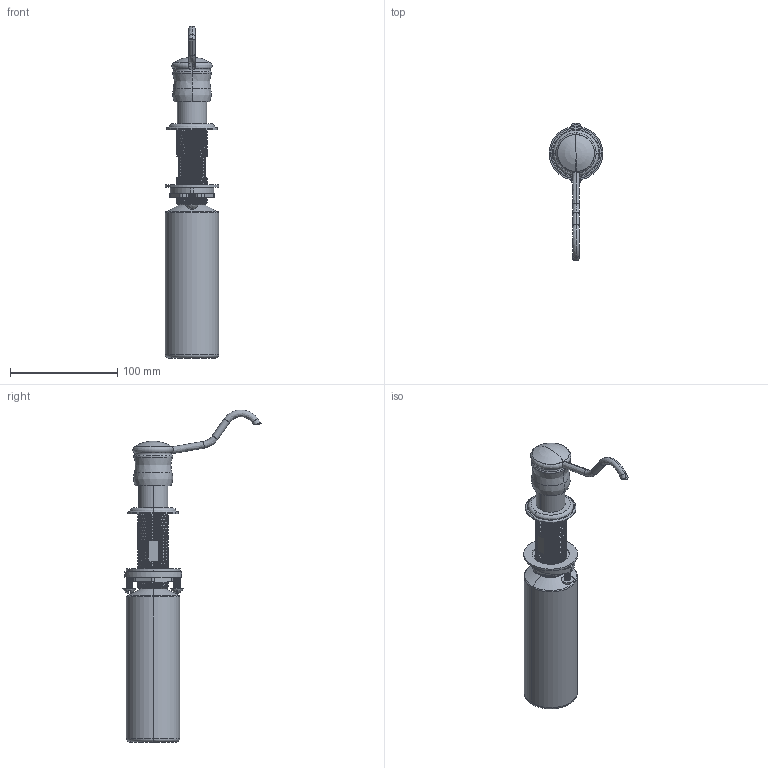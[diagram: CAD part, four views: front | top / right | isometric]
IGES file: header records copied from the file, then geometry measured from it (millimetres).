
Start section:  PTC IGES file: 127.igs
Global section: file name: 127.igs; native system: Creo Parametric by PTC Inc.; preprocessor: 2018400; author: rsmith; organization: Unknown; date: 20211110.132754; units: inch
Bounding box: 50.04 x 128.81 x 309.26 mm (x, y, z)
Surface area: 54127.6 mm2 (no closed solid volume)
Topology: 0 solids, 0 shells, 442 faces, 2474 edges, 2472 vertices
Faces by surface type: bspline 224, revolution 218
